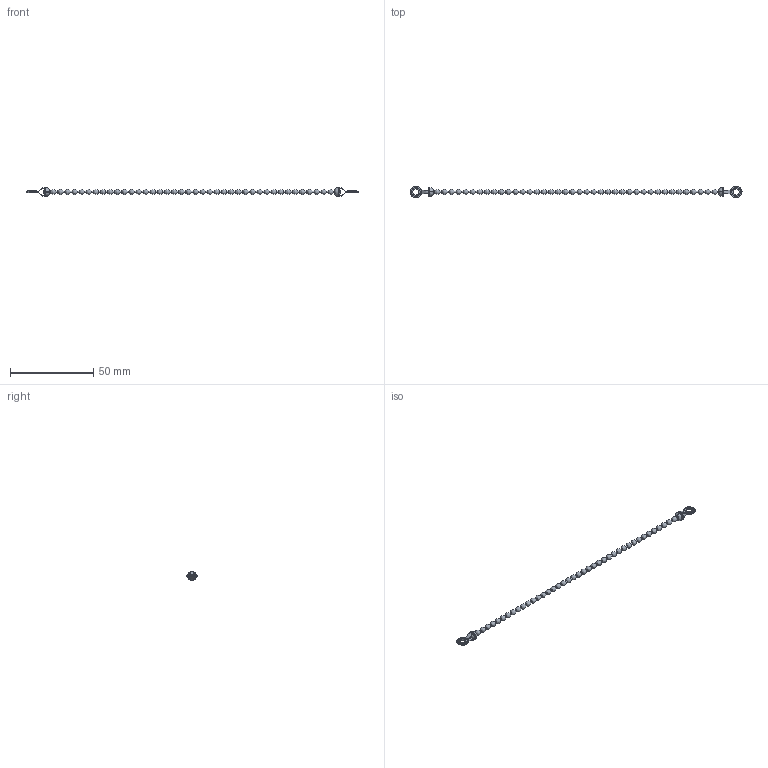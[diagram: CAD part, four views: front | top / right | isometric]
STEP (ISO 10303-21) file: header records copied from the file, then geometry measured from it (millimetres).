
FILE_DESCRIPTION((''),'2;1');
FILE_NAME('','2008-05-01T21:01:00',(''),(''),'','CADfix','');
FILE_SCHEMA(('AUTOMOTIVE_DESIGN { 1 0 10303 214 1 1 1 1 }'));
Length unit declared in the file: millimetre
Bounding box: 199.67 x 7 x 5.2 mm (x, y, z)
Volume: 785.1 mm3; surface area: 2649.7 mm2
Topology: 45 solids, 45 shells, 236 faces, 758 edges, 572 vertices
Faces by surface type: bspline 236
Entity records: 13040 total; most frequent: CARTESIAN_POINT 8324, ORIENTED_EDGE 1516, EDGE_CURVE 758, VERTEX_POINT 572, EDGE_LOOP 288, FACE_OUTER_BOUND 236, ADVANCED_FACE 236, QUASI_UNIFORM_CURVE 200
